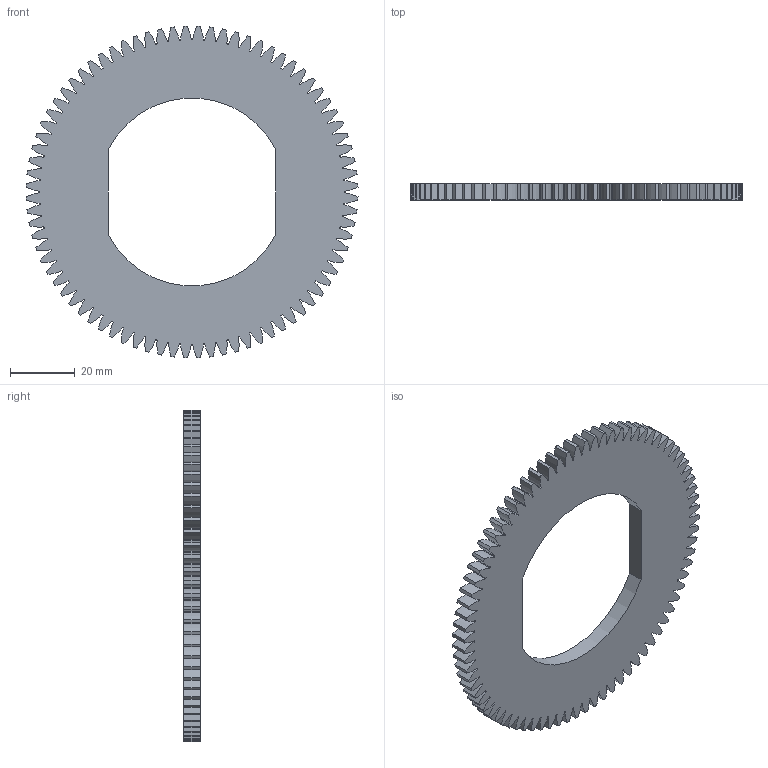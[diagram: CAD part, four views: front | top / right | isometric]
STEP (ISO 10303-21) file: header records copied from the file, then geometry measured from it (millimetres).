
FILE_DESCRIPTION(/* description */ ('STEP AP214'),/* implementation_level */ '2;1');
FILE_NAME(/* name */ '61fa9e90de1f9b6a4c35e650',/* time_stamp */ '2022-02-02T15:09:05+00:00',/* author */ (''),/* organization */ (''),/* preprocessor_version */ 'ST-DEVELOPER v18.101',/* originating_system */ ' ',/* authorisation */ ' ');
FILE_SCHEMA (('AUTOMOTIVE_DESIGN {1 0 10303 214 3 1 1}'));
Length unit declared in the file: metre
Products named in the file (1): Part 2
Bounding box: 102.46 x 5 x 102.46 mm (x, y, z)
Volume: 26087.1 mm3; surface area: 15479.4 mm2
Topology: 1 solids, 1 shells, 326 faces, 972 edges, 648 vertices
Faces by surface type: cylinder 162, bspline 160, plane 4
Entity records: 15554 total; most frequent: CARTESIAN_POINT 7547, ORIENTED_EDGE 1944, DIRECTION 1310, EDGE_CURVE 972, VERTEX_POINT 648, AXIS2_PLACEMENT_3D 491, LINE 328, VECTOR 328
